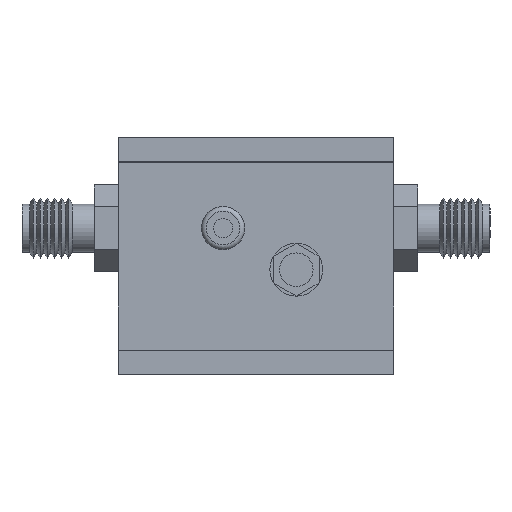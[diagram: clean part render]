
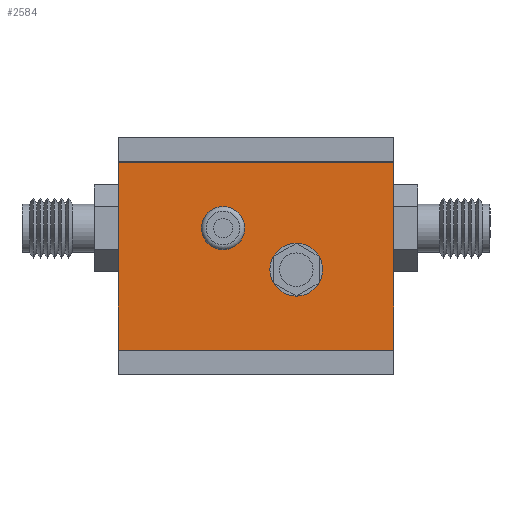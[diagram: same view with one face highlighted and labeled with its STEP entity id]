
A CAD part, left-side view. The second image highlights one B-rep face of the part: STEP entity #2584.
In plain terms, the highlighted planar face has unit normal (-1, 0, 0).
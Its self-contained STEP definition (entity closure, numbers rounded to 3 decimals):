
#94=LINE($,#4184,#232);
#99=LINE($,#4194,#237);
#102=LINE($,#4199,#240);
#103=LINE($,#4201,#241);
#232=VECTOR($,#3280,28.7);
#237=VECTOR($,#3289,19.56);
#240=VECTOR($,#3294,19.56);
#241=VECTOR($,#3297,28.7);
#366=PLANE($,#2866);
#639=FACE_OUTER_BOUND($,#874,.T.);
#874=EDGE_LOOP($,(#1969,#1970,#1971,#1972));
#1395=VERTEX_POINT($,#4181);
#1396=VERTEX_POINT($,#4183);
#1399=VERTEX_POINT($,#4193);
#1400=VERTEX_POINT($,#4197);
#1638=EDGE_CURVE($,#1396,#1395,#94,.T.);
#1643=EDGE_CURVE($,#1396,#1399,#99,.T.);
#1646=EDGE_CURVE($,#1395,#1400,#102,.T.);
#1647=EDGE_CURVE($,#1400,#1399,#103,.T.);
#1969=ORIENTED_EDGE($,*,*,#1638,.T.);
#1970=ORIENTED_EDGE($,*,*,#1646,.T.);
#1971=ORIENTED_EDGE($,*,*,#1647,.T.);
#1972=ORIENTED_EDGE($,*,*,#1643,.F.);
#2584=ADVANCED_FACE($,(#639),#366,.T.);
#2866=AXIS2_PLACEMENT_3D($,#4200,#3295,#3296);
#3280=DIRECTION($,(0.,-1.,0.));
#3289=DIRECTION($,(0.,0.,1.));
#3294=DIRECTION($,(0.,0.,1.));
#3295=DIRECTION('center_axis',(-1.,0.,0.));
#3296=DIRECTION('ref_axis',(0.,0.,1.));
#3297=DIRECTION($,(0.,1.,0.));
#4181=CARTESIAN_POINT('',(-19.05,-14.35,2.54));
#4183=CARTESIAN_POINT('',(-19.05,14.35,2.54));
#4184=CARTESIAN_POINT($,(-19.05,-7.175,2.54));
#4193=CARTESIAN_POINT('',(-19.05,14.35,22.1));
#4194=CARTESIAN_POINT($,(-19.05,14.35,0.));
#4197=CARTESIAN_POINT('',(-19.05,-14.35,22.1));
#4199=CARTESIAN_POINT($,(-19.05,-14.35,0.));
#4200=CARTESIAN_POINT('Origin',(-19.05,-14.35,0.));
#4201=CARTESIAN_POINT($,(-19.05,14.35,22.1));
